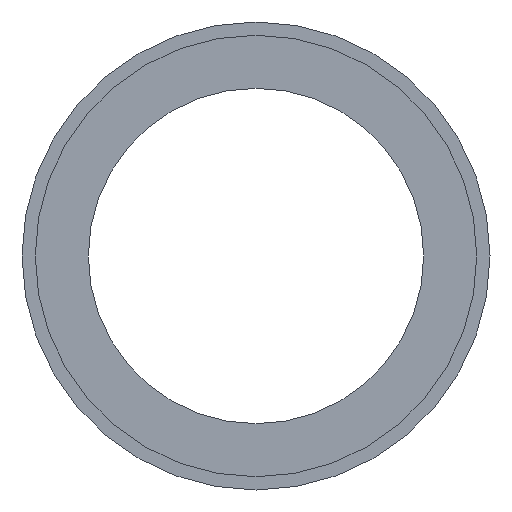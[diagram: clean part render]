
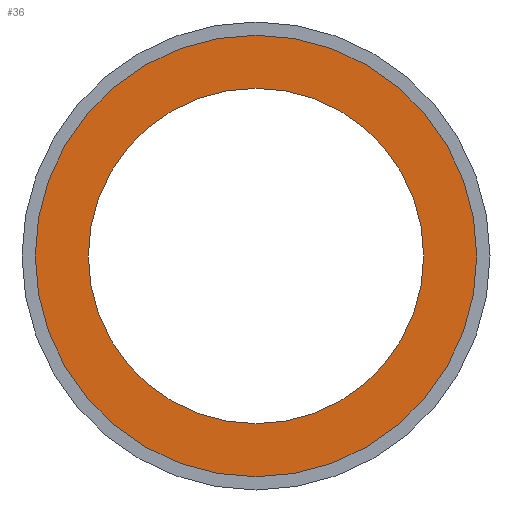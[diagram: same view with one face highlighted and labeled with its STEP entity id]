
A CAD part, front view. The second image highlights one B-rep face of the part: STEP entity #36.
In plain terms, the highlighted planar face has unit normal (0, -1, 0).
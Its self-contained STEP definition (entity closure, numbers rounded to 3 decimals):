
#2 = AXIS2_PLACEMENT_3D ( 'NONE', #125, #110, #185 ) ;
#3 = DIRECTION ( 'NONE',  ( 0., -1., 0. ) ) ;
#11 = ORIENTED_EDGE ( 'NONE', *, *, #72, .F. ) ;
#15 = CIRCLE ( 'NONE', #2, 14.15 ) ;
#18 = CIRCLE ( 'NONE', #56, 10.75 ) ;
#25 = EDGE_LOOP ( 'NONE', ( #111 ) ) ;
#36 = ADVANCED_FACE ( 'NONE', ( #50, #149 ), #112, .F. ) ;
#50 = FACE_BOUND ( 'NONE', #74, .T. ) ;
#56 = AXIS2_PLACEMENT_3D ( 'NONE', #126, #3, #67 ) ;
#67 = DIRECTION ( 'NONE',  ( 0., 0., -1. ) ) ;
#72 = EDGE_CURVE ( 'NONE', #132, #132, #18, .T. ) ;
#74 = EDGE_LOOP ( 'NONE', ( #11 ) ) ;
#95 = DIRECTION ( 'NONE',  ( -1., 0., 0. ) ) ;
#101 = AXIS2_PLACEMENT_3D ( 'NONE', #167, #189, #95 ) ;
#110 = DIRECTION ( 'NONE',  ( 0., 1., 0. ) ) ;
#111 = ORIENTED_EDGE ( 'NONE', *, *, #158, .F. ) ;
#112 = PLANE ( 'NONE',  #101 ) ;
#125 = CARTESIAN_POINT ( 'NONE',  ( 0., 0., 0. ) ) ;
#126 = CARTESIAN_POINT ( 'NONE',  ( 0., 0., 0. ) ) ;
#132 = VERTEX_POINT ( 'NONE', #209 ) ;
#134 = VERTEX_POINT ( 'NONE', #208 ) ;
#149 = FACE_OUTER_BOUND ( 'NONE', #25, .T. ) ;
#158 = EDGE_CURVE ( 'NONE', #134, #134, #15, .T. ) ;
#167 = CARTESIAN_POINT ( 'NONE',  ( 0., 0., 0. ) ) ;
#185 = DIRECTION ( 'NONE',  ( -1., 0., 0. ) ) ;
#189 = DIRECTION ( 'NONE',  ( 0., 1., 0. ) ) ;
#208 = CARTESIAN_POINT ( 'NONE',  ( -14.15, 0., 0. ) ) ;
#209 = CARTESIAN_POINT ( 'NONE',  ( 0., 0., -10.75 ) ) ;
